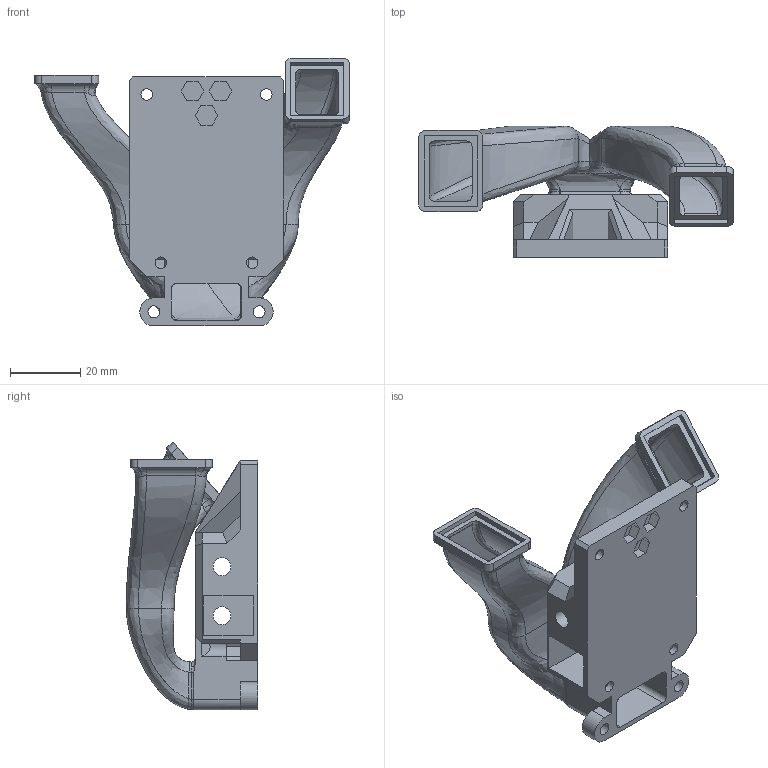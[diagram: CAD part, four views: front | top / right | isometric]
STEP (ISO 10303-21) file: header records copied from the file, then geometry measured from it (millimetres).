
FILE_DESCRIPTION(/* description */ ('','CAx-IF Rec.Pracs.---Representation and Presentation of Product Manufacturing Information (PMI)---3.8---2014-02-18'),/* implementation_level */ '2;1');
FILE_NAME(/* name */ 'back_corexy_2x5015_Mod.stp',/* time_stamp */ '2021-03-12T20:20:16+01:00',/* author */ ('Thomas'),/* organization */ (''),/* preprocessor_version */ 'ST-DEVELOPER v16.5',/* originating_system */ 'Autodesk Inventor 2017',/* authorisation */ '');
FILE_SCHEMA (('AP242_MANAGED_MODEL_BASED_3D_ENGINEERING_MIM_LF { 1 0 10303 442 1 1 4 }'));
Length unit declared in the file: millimetre
Products named in the file (1): New_Mod
Bounding box: 89.68 x 37.45 x 76.37 mm (x, y, z)
Volume: 35898.2 mm3; surface area: 31987.9 mm2
Topology: 1 solids, 1 shells, 324 faces, 822 edges, 510 vertices
Faces by surface type: plane 170, bspline 117, cylinder 37
Full cylindrical faces by diameter (mm): 3.3 x7, 3.4 x2, 5.1 x2
Entity records: 13486 total; most frequent: CARTESIAN_POINT 6275, ORIENTED_EDGE 1608, DIRECTION 1227, EDGE_CURVE 804, VERTEX_POINT 504, LINE 475, VECTOR 475, AXIS2_PLACEMENT_3D 376
